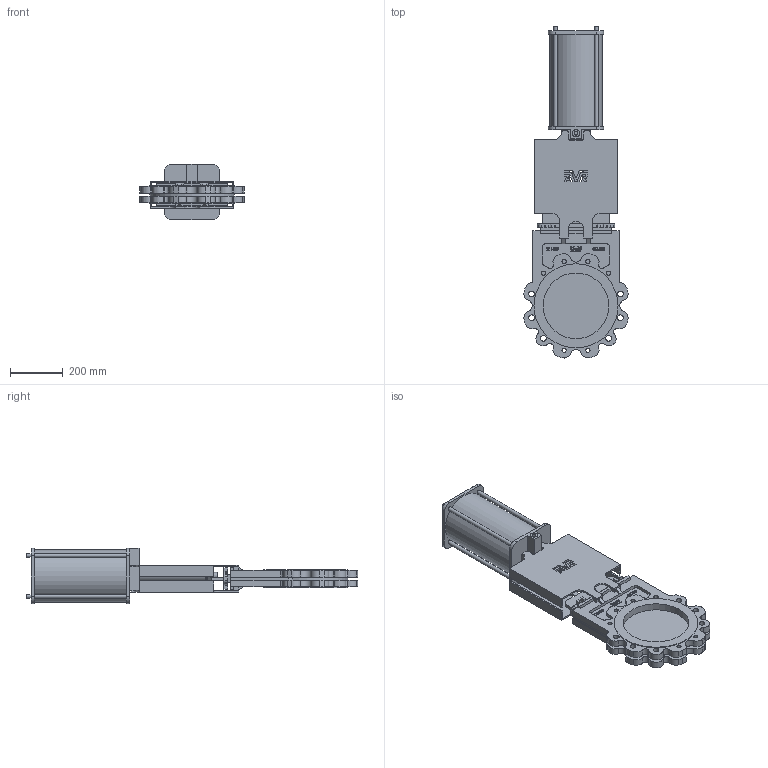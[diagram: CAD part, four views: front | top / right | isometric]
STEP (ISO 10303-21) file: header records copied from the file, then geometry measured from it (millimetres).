
FILE_DESCRIPTION (( 'STEP AP203' ), '1' );
FILE_NAME ('O_702_40_DN250.STEP', '2017-08-30T08:16:12', ( 'Windows User' ), ( 'AVK' ), 'SwSTEP 2.0', 'SolidWorks 2012', '' );
FILE_SCHEMA (( 'CONFIG_CONTROL_DESIGN' ));
Length unit declared in the file: millimetre
Products named in the file (1): O_702_40_DN250
Bounding box: 396.78 x 1263.39 x 210 mm (x, y, z)
Volume: 21511266.8 mm3; surface area: 1580608.9 mm2
Topology: 1 solids, 1 shells, 1146 faces, 3233 edges, 2149 vertices
Faces by surface type: plane 607, cylinder 459, bspline 78, cone 2
Full cylindrical faces by diameter (mm): 3.6 x4, 14 x1, 15 x9, 16 x12, 22 x12, 27 x1, 28 x1, 30 x1, 200 x1, 250 x2, 320 x2
Entity records: 42487 total; most frequent: CARTESIAN_POINT 12372, ORIENTED_EDGE 6370, DIRECTION 6088, EDGE_CURVE 3185, VERTEX_POINT 2148, VECTOR 2104, LINE 2104, AXIS2_PLACEMENT_3D 1992
